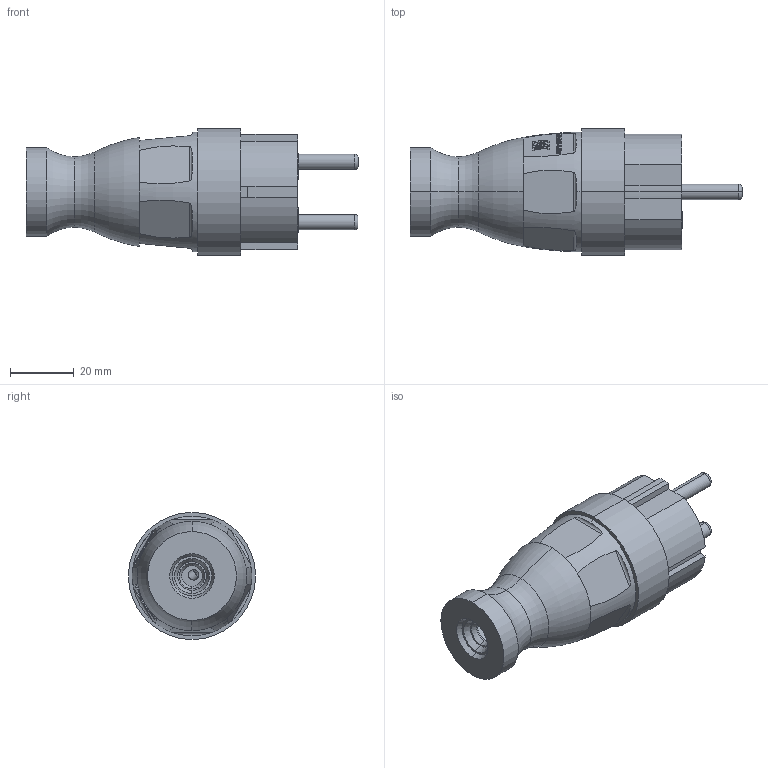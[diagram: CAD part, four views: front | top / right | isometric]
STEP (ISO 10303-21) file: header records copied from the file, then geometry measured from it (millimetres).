
FILE_DESCRIPTION (( 'STEP AP214' ), '1' );
FILE_NAME ('PKR01-016-2-K02 ÂÁï3-1-0ì Âèëêà ïðÿìàÿ ÎÌÅÃÀ IP44.STEP', '2017-01-13T12:24:35', ( '' ), ( '' ), 'SwSTEP 2.0', 'SolidWorks 2014', '' );
FILE_SCHEMA (( 'AUTOMOTIVE_DESIGN' ));
Length unit declared in the file: millimetre
Products named in the file (1): PKR01-016-2-K02 ÂÁï3-1-0ì Âèëêà ïðÿìàÿ  ÎÌÅÃÀ IP44
Bounding box: 104.5 x 40 x 40 mm (x, y, z)
Volume: 31281 mm3; surface area: 24048.1 mm2
Topology: 5 solids, 5 shells, 788 faces, 2036 edges, 1314 vertices
Faces by surface type: plane 488, bspline 115, cylinder 93, cone 60, torus 26, sphere 6
Entity records: 39036 total; most frequent: CARTESIAN_POINT 11757, ORIENTED_EDGE 4048, DIRECTION 3442, EDGE_CURVE 2024, VECTOR 1318, LINE 1318, VERTEX_POINT 1314, AXIS2_PLACEMENT_3D 1062
